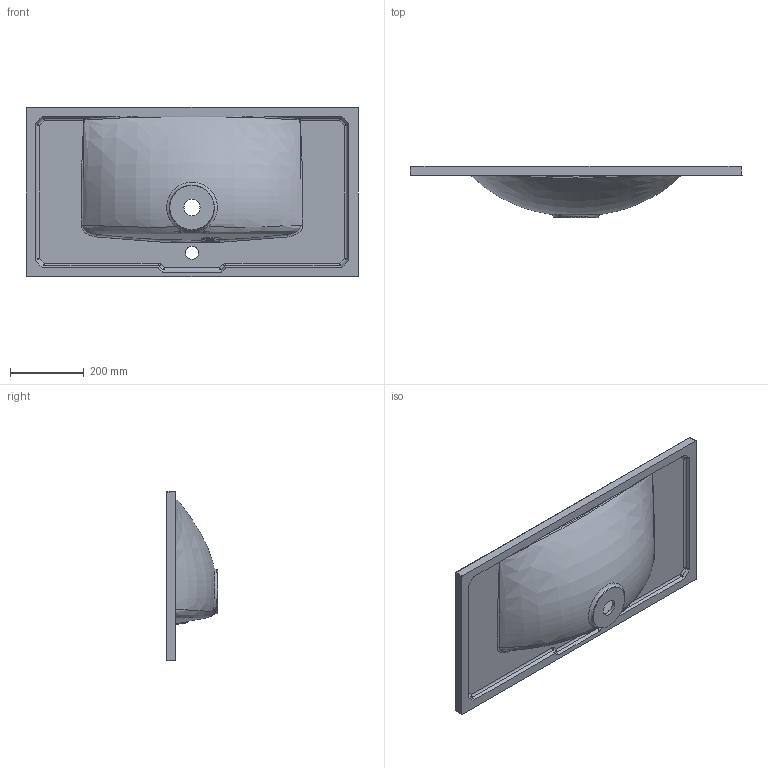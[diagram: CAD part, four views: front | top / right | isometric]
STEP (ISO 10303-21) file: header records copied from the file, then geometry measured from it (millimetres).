
FILE_DESCRIPTION (( 'STEP AP203' ), '1' );
FILE_NAME ('6229080911.step', '2020-12-18T12:31:26', ( 'admin' ), ( '' ), 'SwSTEP 2.0', 'SolidWorks 2019', '' );
FILE_SCHEMA (( 'CONFIG_CONTROL_DESIGN' ));
Length unit declared in the file: millimetre
Products named in the file (1): 6229080911
Bounding box: 900 x 140 x 460 mm (x, y, z)
Volume: 6967792.8 mm3; surface area: 1027839.7 mm2
Topology: 1 solids, 1 shells, 132 faces, 331 edges, 186 vertices
Faces by surface type: bspline 51, cylinder 42, plane 25, cone 7, sphere 4, torus 3
Entity records: 17116 total; most frequent: CARTESIAN_POINT 14452, ORIENTED_EDGE 630, DIRECTION 422, EDGE_CURVE 315, VERTEX_POINT 186, AXIS2_PLACEMENT_3D 160, EDGE_LOOP 139, ADVANCED_FACE 132
